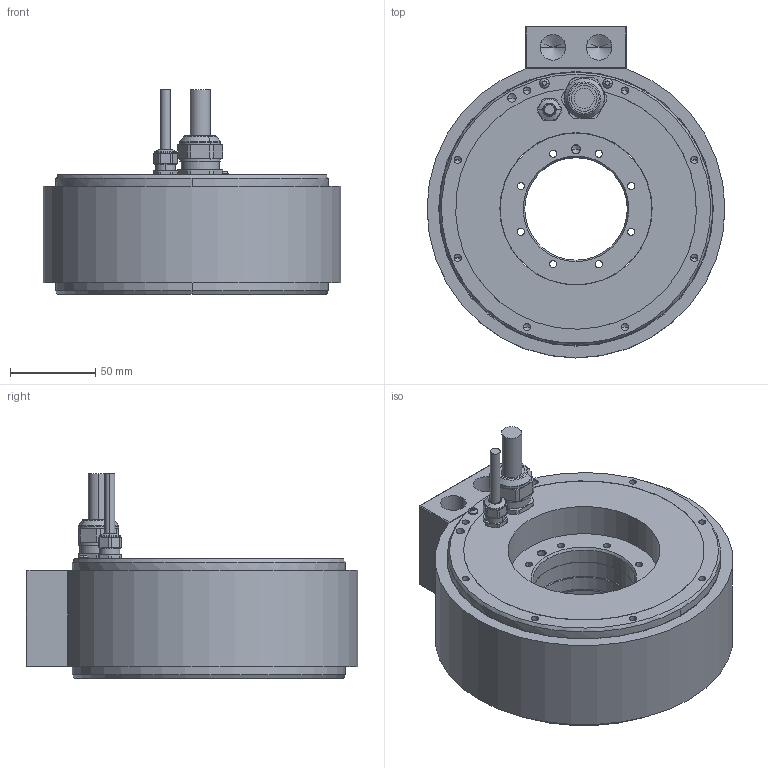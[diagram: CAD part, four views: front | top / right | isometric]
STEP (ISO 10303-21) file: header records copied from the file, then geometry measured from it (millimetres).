
FILE_DESCRIPTION((''),'2;1');
FILE_NAME('1219972-02_ASM','2018-10-15T',('CH5533'),(''),'PRO/ENGINEER BY PARAMETRIC TECHNOLOGY CORPORATION, 2014000','PRO/ENGINEER BY PARAMETRIC TECHNOLOGY CORPORATION, 2014000','');
FILE_SCHEMA(('CONFIG_CONTROL_DESIGN'));
Length unit declared in the file: millimetre
Products named in the file (3): PRT0001; PRT0002; 1219972-02_ASM
Assembly tree (2 placements, depth 2):
  1219972-02_ASM
    PRT0001
    PRT0002
Bounding box: 174.5 x 194.36 x 119.8 mm (x, y, z)
Volume: 1358213.5 mm3; surface area: 139920.1 mm2
Topology: 2 solids, 17 shells, 559 faces, 1332 edges, 826 vertices
Faces by surface type: cylinder 249, plane 170, cone 98, torus 38, sphere 4
Entity records: 18538 total; most frequent: DIRECTION 3075, CARTESIAN_POINT 2847, ORIENTED_EDGE 2580, EDGE_CURVE 1290, AXIS2_PLACEMENT_3D 1254, VERTEX_POINT 826, CIRCLE 690, EDGE_LOOP 670
